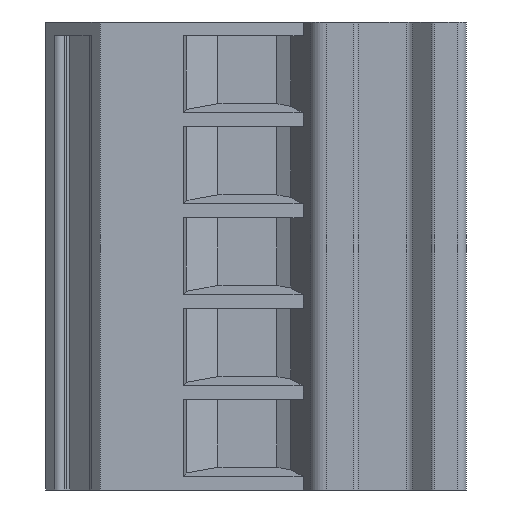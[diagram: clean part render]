
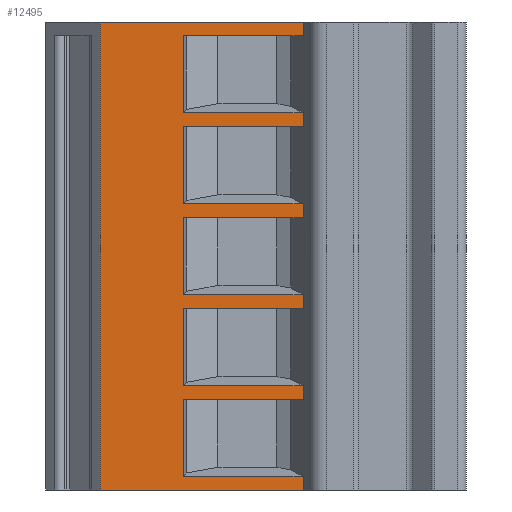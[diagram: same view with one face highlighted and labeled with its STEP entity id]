
A CAD part, left-side view. The second image highlights one B-rep face of the part: STEP entity #12495.
In plain terms, the highlighted planar face has unit normal (-1, 0, 0).
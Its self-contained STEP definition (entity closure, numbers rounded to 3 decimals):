
#1764=ORIENTED_EDGE('',*,*,#3971,.F.);
#1765=ORIENTED_EDGE('',*,*,#3972,.T.);
#1766=ORIENTED_EDGE('',*,*,#3558,.T.);
#1767=ORIENTED_EDGE('',*,*,#3973,.T.);
#1768=ORIENTED_EDGE('',*,*,#3563,.F.);
#1769=ORIENTED_EDGE('',*,*,#3567,.T.);
#1770=ORIENTED_EDGE('',*,*,#3494,.T.);
#1771=ORIENTED_EDGE('',*,*,#3974,.T.);
#1772=ORIENTED_EDGE('',*,*,#3416,.F.);
#1773=ORIENTED_EDGE('',*,*,#3975,.F.);
#1774=ORIENTED_EDGE('',*,*,#3729,.T.);
#1775=ORIENTED_EDGE('',*,*,#3976,.T.);
#1776=ORIENTED_EDGE('',*,*,#3838,.F.);
#1777=ORIENTED_EDGE('',*,*,#3809,.T.);
#1778=ORIENTED_EDGE('',*,*,#3853,.T.);
#1779=ORIENTED_EDGE('',*,*,#3977,.T.);
#1780=ORIENTED_EDGE('',*,*,#3847,.F.);
#1781=ORIENTED_EDGE('',*,*,#3866,.T.);
#1782=ORIENTED_EDGE('',*,*,#3970,.T.);
#1783=ORIENTED_EDGE('',*,*,#3978,.T.);
#1784=ORIENTED_EDGE('',*,*,#3979,.F.);
#1785=ORIENTED_EDGE('',*,*,#3966,.T.);
#1786=ORIENTED_EDGE('',*,*,#3980,.T.);
#1787=ORIENTED_EDGE('',*,*,#3981,.T.);
#3416=EDGE_CURVE('',#4690,#4691,#5522,.T.);
#3494=EDGE_CURVE('',#4769,#4767,#5573,.T.);
#3558=EDGE_CURVE('',#4823,#4822,#5632,.T.);
#3563=EDGE_CURVE('',#4826,#4827,#5637,.T.);
#3567=EDGE_CURVE('',#4826,#4769,#5641,.T.);
#3729=EDGE_CURVE('',#4923,#4922,#5763,.T.);
#3809=EDGE_CURVE('',#4999,#4998,#5820,.T.);
#3838=EDGE_CURVE('',#4999,#5017,#5848,.T.);
#3847=EDGE_CURVE('',#5023,#5024,#5857,.T.);
#3853=EDGE_CURVE('',#4998,#5028,#5863,.T.);
#3866=EDGE_CURVE('',#5023,#5034,#5874,.T.);
#3966=EDGE_CURVE('',#5092,#5091,#5952,.T.);
#3970=EDGE_CURVE('',#5034,#5094,#5956,.T.);
#3971=EDGE_CURVE('',#5095,#5096,#5957,.T.);
#3972=EDGE_CURVE('',#5095,#4823,#5958,.T.);
#3973=EDGE_CURVE('',#4822,#4827,#5959,.T.);
#3974=EDGE_CURVE('',#4767,#4691,#5960,.T.);
#3975=EDGE_CURVE('',#4923,#4690,#5961,.T.);
#3976=EDGE_CURVE('',#4922,#5017,#5962,.T.);
#3977=EDGE_CURVE('',#5028,#5024,#5963,.T.);
#3978=EDGE_CURVE('',#5094,#5097,#5964,.T.);
#3979=EDGE_CURVE('',#5092,#5097,#5965,.T.);
#3980=EDGE_CURVE('',#5091,#5098,#5966,.T.);
#3981=EDGE_CURVE('',#5098,#5096,#5967,.T.);
#4690=VERTEX_POINT('',#16789);
#4691=VERTEX_POINT('',#16791);
#4767=VERTEX_POINT('',#16945);
#4769=VERTEX_POINT('',#16948);
#4822=VERTEX_POINT('',#17085);
#4823=VERTEX_POINT('',#17087);
#4826=VERTEX_POINT('',#17095);
#4827=VERTEX_POINT('',#17097);
#4922=VERTEX_POINT('',#17443);
#4923=VERTEX_POINT('',#17445);
#4998=VERTEX_POINT('',#17600);
#4999=VERTEX_POINT('',#17602);
#5017=VERTEX_POINT('',#17668);
#5023=VERTEX_POINT('',#17684);
#5024=VERTEX_POINT('',#17686);
#5028=VERTEX_POINT('',#17696);
#5034=VERTEX_POINT('',#17721);
#5091=VERTEX_POINT('',#17942);
#5092=VERTEX_POINT('',#17944);
#5094=VERTEX_POINT('',#17950);
#5095=VERTEX_POINT('',#17954);
#5096=VERTEX_POINT('',#17955);
#5097=VERTEX_POINT('',#17963);
#5098=VERTEX_POINT('',#17966);
#5522=LINE('',#16790,#6529);
#5573=LINE('',#16947,#6580);
#5632=LINE('',#17086,#6639);
#5637=LINE('',#17096,#6644);
#5641=LINE('',#17104,#6648);
#5763=LINE('',#17444,#6770);
#5820=LINE('',#17601,#6827);
#5848=LINE('',#17667,#6855);
#5857=LINE('',#17685,#6864);
#5863=LINE('',#17697,#6870);
#5874=LINE('',#17722,#6881);
#5952=LINE('',#17943,#6959);
#5956=LINE('',#17951,#6963);
#5957=LINE('',#17953,#6964);
#5958=LINE('',#17956,#6965);
#5959=LINE('',#17957,#6966);
#5960=LINE('',#17958,#6967);
#5961=LINE('',#17959,#6968);
#5962=LINE('',#17960,#6969);
#5963=LINE('',#17961,#6970);
#5964=LINE('',#17962,#6971);
#5965=LINE('',#17964,#6972);
#5966=LINE('',#17965,#6973);
#5967=LINE('',#17967,#6974);
#6529=VECTOR('',#13966,1000.);
#6580=VECTOR('',#14073,1000.);
#6639=VECTOR('',#14164,1000.);
#6644=VECTOR('',#14171,1000.);
#6648=VECTOR('',#14179,1000.);
#6770=VECTOR('',#14513,1000.);
#6827=VECTOR('',#14618,1000.);
#6855=VECTOR('',#14670,1000.);
#6864=VECTOR('',#14683,1000.);
#6870=VECTOR('',#14691,1000.);
#6881=VECTOR('',#14718,1000.);
#6959=VECTOR('',#14928,1000.);
#6963=VECTOR('',#14934,1000.);
#6964=VECTOR('',#14937,1000.);
#6965=VECTOR('',#14938,1000.);
#6966=VECTOR('',#14939,1000.);
#6967=VECTOR('',#14940,1000.);
#6968=VECTOR('',#14941,1000.);
#6969=VECTOR('',#14942,1000.);
#6970=VECTOR('',#14943,1000.);
#6971=VECTOR('',#14944,1000.);
#6972=VECTOR('',#14945,1000.);
#6973=VECTOR('',#14946,1000.);
#6974=VECTOR('',#14947,1000.);
#7554=EDGE_LOOP('',(#1764,#1765,#1766,#1767,#1768,#1769,#1770,#1771,#1772,
#1773,#1774,#1775,#1776,#1777,#1778,#1779,#1780,#1781,#1782,#1783,#1784,
#1785,#1786,#1787));
#8107=FACE_BOUND('',#7554,.T.);
#8601=PLANE('',#13156);
#12495=ADVANCED_FACE('',(#8107),#8601,.T.);
#13156=AXIS2_PLACEMENT_3D('',#17952,#14935,#14936);
#13966=DIRECTION('',(0.,-1.,0.));
#14073=DIRECTION('',(0.,-1.,0.));
#14164=DIRECTION('',(0.,-1.,0.));
#14171=DIRECTION('',(0.,-1.,0.));
#14179=DIRECTION('',(0.,0.,1.));
#14513=DIRECTION('',(0.,-1.,0.));
#14618=DIRECTION('',(0.,0.,1.));
#14670=DIRECTION('',(0.,-1.,0.));
#14683=DIRECTION('',(0.,-1.,0.));
#14691=DIRECTION('',(0.,-1.,0.));
#14718=DIRECTION('',(0.,0.,1.));
#14928=DIRECTION('',(0.,0.,1.));
#14934=DIRECTION('',(0.,-1.,0.));
#14935=DIRECTION('',(-1.,0.,0.));
#14936=DIRECTION('',(0.,0.,1.));
#14937=DIRECTION('',(0.,-1.,0.));
#14938=DIRECTION('',(0.,0.,1.));
#14939=DIRECTION('',(0.,0.,1.));
#14940=DIRECTION('',(0.,0.,1.));
#14941=DIRECTION('',(0.,0.,1.));
#14942=DIRECTION('',(0.,0.,1.));
#14943=DIRECTION('',(0.,0.,1.));
#14944=DIRECTION('',(0.,0.,1.));
#14945=DIRECTION('',(0.,-1.,0.));
#14946=DIRECTION('',(0.,-1.,0.));
#14947=DIRECTION('',(0.,0.,1.));
#16789=CARTESIAN_POINT('',(-20.,0.,-10.38));
#16790=CARTESIAN_POINT('',(-20.,0.,-10.38));
#16791=CARTESIAN_POINT('',(-20.,-22.393,-10.38));
#16945=CARTESIAN_POINT('',(-20.,-22.393,-11.88));
#16947=CARTESIAN_POINT('',(-20.,0.,-11.88));
#16948=CARTESIAN_POINT('',(-20.,-9.157,-11.88));
#17085=CARTESIAN_POINT('',(-20.,-22.393,-21.9));
#17086=CARTESIAN_POINT('',(-20.,0.,-21.9));
#17087=CARTESIAN_POINT('',(-20.,-9.157,-21.9));
#17095=CARTESIAN_POINT('',(-20.,-9.157,-20.4));
#17096=CARTESIAN_POINT('',(-20.,0.,-20.4));
#17097=CARTESIAN_POINT('',(-20.,-22.393,-20.4));
#17104=CARTESIAN_POINT('',(-20.,-9.157,-19.4));
#17443=CARTESIAN_POINT('',(-20.,-22.393,-62.));
#17444=CARTESIAN_POINT('',(-20.,0.,-62.));
#17445=CARTESIAN_POINT('',(-20.,0.,-62.));
#17600=CARTESIAN_POINT('',(-20.,-9.157,-52.));
#17601=CARTESIAN_POINT('',(-20.,-9.157,-59.5));
#17602=CARTESIAN_POINT('',(-20.,-9.157,-60.5));
#17667=CARTESIAN_POINT('',(-20.,0.,-60.5));
#17668=CARTESIAN_POINT('',(-20.,-22.393,-60.5));
#17684=CARTESIAN_POINT('',(-20.,-9.157,-50.5));
#17685=CARTESIAN_POINT('',(-20.,0.,-50.5));
#17686=CARTESIAN_POINT('',(-20.,-22.393,-50.5));
#17696=CARTESIAN_POINT('',(-20.,-22.393,-52.));
#17697=CARTESIAN_POINT('',(-20.,0.,-52.));
#17721=CARTESIAN_POINT('',(-20.,-9.157,-41.95));
#17722=CARTESIAN_POINT('',(-20.,-9.157,-49.5));
#17942=CARTESIAN_POINT('',(-20.,-9.157,-31.95));
#17943=CARTESIAN_POINT('',(-20.,-9.157,-39.45));
#17944=CARTESIAN_POINT('',(-20.,-9.157,-40.45));
#17950=CARTESIAN_POINT('',(-20.,-22.393,-41.95));
#17951=CARTESIAN_POINT('',(-20.,0.,-41.95));
#17952=CARTESIAN_POINT('',(-20.,0.,-41.95));
#17953=CARTESIAN_POINT('',(-20.,0.,-30.45));
#17954=CARTESIAN_POINT('',(-20.,-9.157,-30.45));
#17955=CARTESIAN_POINT('',(-20.,-22.393,-30.45));
#17956=CARTESIAN_POINT('',(-20.,-9.157,-29.45));
#17957=CARTESIAN_POINT('',(-20.,-22.393,-21.9));
#17958=CARTESIAN_POINT('',(-20.,-22.393,-10.38));
#17959=CARTESIAN_POINT('',(-20.,0.,-41.95));
#17960=CARTESIAN_POINT('',(-20.,-22.393,-62.));
#17961=CARTESIAN_POINT('',(-20.,-22.393,-52.));
#17962=CARTESIAN_POINT('',(-20.,-22.393,-41.95));
#17963=CARTESIAN_POINT('',(-20.,-22.393,-40.45));
#17964=CARTESIAN_POINT('',(-20.,0.,-40.45));
#17965=CARTESIAN_POINT('',(-20.,0.,-31.95));
#17966=CARTESIAN_POINT('',(-20.,-22.393,-31.95));
#17967=CARTESIAN_POINT('',(-20.,-22.393,-31.95));
